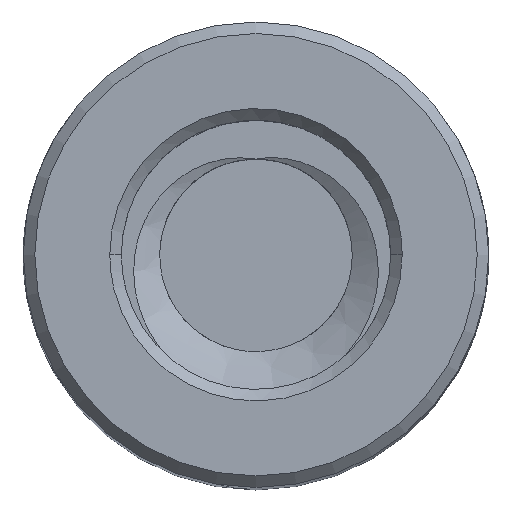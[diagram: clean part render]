
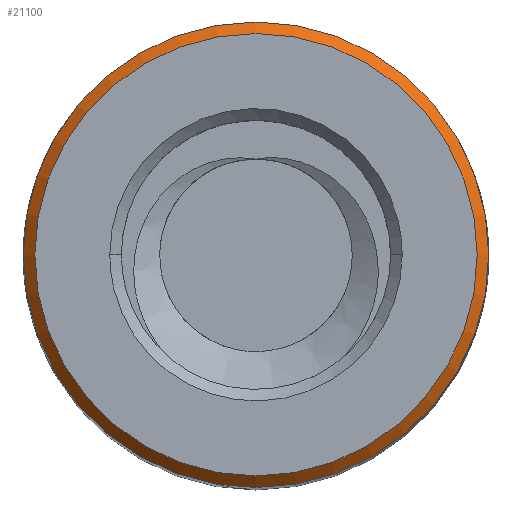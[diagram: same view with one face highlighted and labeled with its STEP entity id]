
A CAD part, top view. The second image highlights one B-rep face of the part: STEP entity #21100.
In plain terms, the highlighted conical face has half-angle 45 degrees and reference radius 6.05 mm.
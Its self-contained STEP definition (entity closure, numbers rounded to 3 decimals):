
#738 = CYLINDRICAL_SURFACE('',#739,6.05);
#739 = AXIS2_PLACEMENT_3D('',#740,#741,#742);
#740 = CARTESIAN_POINT('',(0.,0.,-18.75));
#741 = DIRECTION('',(0.,0.,1.));
#742 = DIRECTION('',(-1.,0.,0.));
#2613 = VERTEX_POINT('',#2614);
#2614 = CARTESIAN_POINT('',(-6.05,0.,18.45));
#2635 = EDGE_CURVE('',#2613,#2613,#2636,.T.);
#2636 = SURFACE_CURVE('',#2637,(#2642,#2649),.PCURVE_S1.);
#2637 = CIRCLE('',#2638,6.05);
#2638 = AXIS2_PLACEMENT_3D('',#2639,#2640,#2641);
#2639 = CARTESIAN_POINT('',(0.,0.,18.45));
#2640 = DIRECTION('',(0.,0.,1.));
#2641 = DIRECTION('',(-1.,0.,0.));
#2642 = PCURVE('',#738,#2643);
#2643 = DEFINITIONAL_REPRESENTATION('',(#2644),#2648);
#2644 = LINE('',#2645,#2646);
#2645 = CARTESIAN_POINT('',(0.,37.2));
#2646 = VECTOR('',#2647,1.);
#2647 = DIRECTION('',(1.,0.));
#2648 = ( GEOMETRIC_REPRESENTATION_CONTEXT(2) 
PARAMETRIC_REPRESENTATION_CONTEXT() REPRESENTATION_CONTEXT('2D SPACE',''
  ) );
#2649 = PCURVE('',#2650,#2655);
#2650 = CONICAL_SURFACE('',#2651,6.05,0.785);
#2651 = AXIS2_PLACEMENT_3D('',#2652,#2653,#2654);
#2652 = CARTESIAN_POINT('',(0.,0.,18.45));
#2653 = DIRECTION('',(0.,0.,-1.));
#2654 = DIRECTION('',(-1.,0.,0.));
#2655 = DEFINITIONAL_REPRESENTATION('',(#2656),#2660);
#2656 = LINE('',#2657,#2658);
#2657 = CARTESIAN_POINT('',(-0.,-0.));
#2658 = VECTOR('',#2659,1.);
#2659 = DIRECTION('',(-1.,-0.));
#2660 = ( GEOMETRIC_REPRESENTATION_CONTEXT(2) 
PARAMETRIC_REPRESENTATION_CONTEXT() REPRESENTATION_CONTEXT('2D SPACE',''
  ) );
#21100 = ADVANCED_FACE('',(#21101),#2650,.T.);
#21101 = FACE_BOUND('',#21102,.T.);
#21102 = EDGE_LOOP('',(#21103,#21126,#21127,#21128));
#21103 = ORIENTED_EDGE('',*,*,#21104,.F.);
#21104 = EDGE_CURVE('',#2613,#21105,#21107,.T.);
#21105 = VERTEX_POINT('',#21106);
#21106 = CARTESIAN_POINT('',(-5.75,0.,18.75));
#21107 = SEAM_CURVE('',#21108,(#21112,#21119),.PCURVE_S1.);
#21108 = LINE('',#21109,#21110);
#21109 = CARTESIAN_POINT('',(-6.05,0.,18.45));
#21110 = VECTOR('',#21111,1.);
#21111 = DIRECTION('',(0.707,0.,0.707));
#21112 = PCURVE('',#2650,#21113);
#21113 = DEFINITIONAL_REPRESENTATION('',(#21114),#21118);
#21114 = LINE('',#21115,#21116);
#21115 = CARTESIAN_POINT('',(-0.,-0.));
#21116 = VECTOR('',#21117,1.);
#21117 = DIRECTION('',(-0.,-1.));
#21118 = ( GEOMETRIC_REPRESENTATION_CONTEXT(2) 
PARAMETRIC_REPRESENTATION_CONTEXT() REPRESENTATION_CONTEXT('2D SPACE',''
  ) );
#21119 = PCURVE('',#2650,#21120);
#21120 = DEFINITIONAL_REPRESENTATION('',(#21121),#21125);
#21121 = LINE('',#21122,#21123);
#21122 = CARTESIAN_POINT('',(-6.283,-0.));
#21123 = VECTOR('',#21124,1.);
#21124 = DIRECTION('',(-0.,-1.));
#21125 = ( GEOMETRIC_REPRESENTATION_CONTEXT(2) 
PARAMETRIC_REPRESENTATION_CONTEXT() REPRESENTATION_CONTEXT('2D SPACE',''
  ) );
#21126 = ORIENTED_EDGE('',*,*,#2635,.T.);
#21127 = ORIENTED_EDGE('',*,*,#21104,.T.);
#21128 = ORIENTED_EDGE('',*,*,#21129,.F.);
#21129 = EDGE_CURVE('',#21105,#21105,#21130,.T.);
#21130 = SURFACE_CURVE('',#21131,(#21136,#21143),.PCURVE_S1.);
#21131 = CIRCLE('',#21132,5.75);
#21132 = AXIS2_PLACEMENT_3D('',#21133,#21134,#21135);
#21133 = CARTESIAN_POINT('',(0.,0.,18.75));
#21134 = DIRECTION('',(0.,0.,1.));
#21135 = DIRECTION('',(-1.,0.,0.));
#21136 = PCURVE('',#2650,#21137);
#21137 = DEFINITIONAL_REPRESENTATION('',(#21138),#21142);
#21138 = LINE('',#21139,#21140);
#21139 = CARTESIAN_POINT('',(-0.,-0.3));
#21140 = VECTOR('',#21141,1.);
#21141 = DIRECTION('',(-1.,-0.));
#21142 = ( GEOMETRIC_REPRESENTATION_CONTEXT(2) 
PARAMETRIC_REPRESENTATION_CONTEXT() REPRESENTATION_CONTEXT('2D SPACE',''
  ) );
#21143 = PCURVE('',#21144,#21149);
#21144 = PLANE('',#21145);
#21145 = AXIS2_PLACEMENT_3D('',#21146,#21147,#21148);
#21146 = CARTESIAN_POINT('',(0.,0.,18.75));
#21147 = DIRECTION('',(0.,0.,1.));
#21148 = DIRECTION('',(-1.,0.,0.));
#21149 = DEFINITIONAL_REPRESENTATION('',(#21150),#21154);
#21150 = CIRCLE('',#21151,5.75);
#21151 = AXIS2_PLACEMENT_2D('',#21152,#21153);
#21152 = CARTESIAN_POINT('',(0.,0.));
#21153 = DIRECTION('',(1.,0.));
#21154 = ( GEOMETRIC_REPRESENTATION_CONTEXT(2) 
PARAMETRIC_REPRESENTATION_CONTEXT() REPRESENTATION_CONTEXT('2D SPACE',''
  ) );
